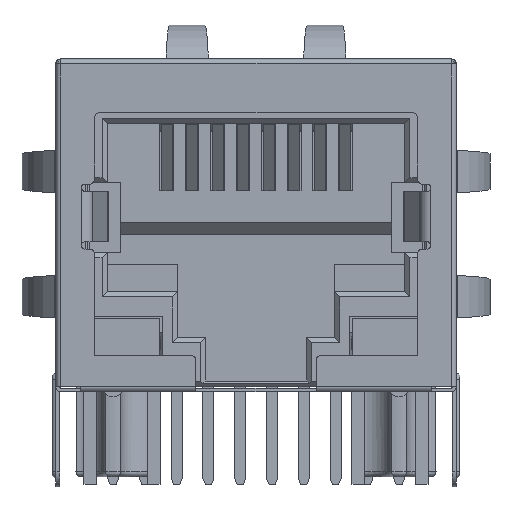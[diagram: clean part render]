
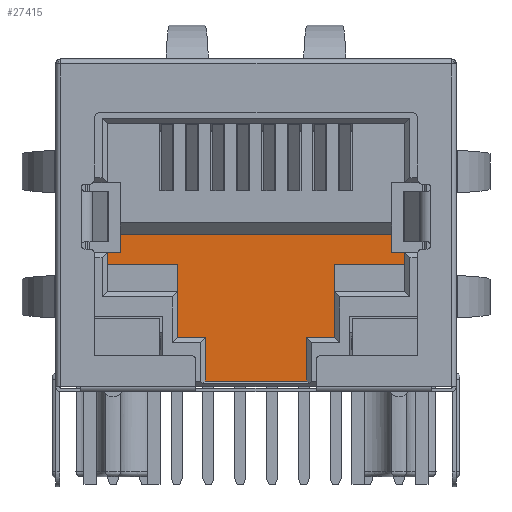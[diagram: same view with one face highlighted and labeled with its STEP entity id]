
A CAD part, front view. The second image highlights one B-rep face of the part: STEP entity #27415.
In plain terms, the highlighted planar face has unit normal (0, -1, 0).
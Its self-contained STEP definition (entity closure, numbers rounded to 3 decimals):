
#2888=ORIENTED_EDGE('',*,*,#10296,.F.);
#2889=ORIENTED_EDGE('',*,*,#10191,.T.);
#2890=ORIENTED_EDGE('',*,*,#10229,.F.);
#2891=ORIENTED_EDGE('',*,*,#10146,.F.);
#2892=ORIENTED_EDGE('',*,*,#10195,.F.);
#2893=ORIENTED_EDGE('',*,*,#10227,.F.);
#2894=ORIENTED_EDGE('',*,*,#10397,.T.);
#2895=ORIENTED_EDGE('',*,*,#10225,.T.);
#2896=ORIENTED_EDGE('',*,*,#10213,.F.);
#2897=ORIENTED_EDGE('',*,*,#10138,.T.);
#2898=ORIENTED_EDGE('',*,*,#10231,.T.);
#2899=ORIENTED_EDGE('',*,*,#10220,.T.);
#2900=ORIENTED_EDGE('',*,*,#10292,.T.);
#2901=ORIENTED_EDGE('',*,*,#10295,.T.);
#2902=ORIENTED_EDGE('',*,*,#9676,.T.);
#2903=ORIENTED_EDGE('',*,*,#10126,.T.);
#2904=ORIENTED_EDGE('',*,*,#10181,.T.);
#2905=ORIENTED_EDGE('',*,*,#10183,.T.);
#2906=ORIENTED_EDGE('',*,*,#9640,.T.);
#2907=ORIENTED_EDGE('',*,*,#10298,.F.);
#9640=EDGE_CURVE('',#13764,#13765,#16441,.T.);
#9676=EDGE_CURVE('',#13801,#13800,#16477,.T.);
#10126=EDGE_CURVE('',#13800,#14178,#16879,.T.);
#10138=EDGE_CURVE('',#14185,#14184,#16891,.T.);
#10146=EDGE_CURVE('',#14191,#14192,#16899,.T.);
#10181=EDGE_CURVE('',#14178,#14208,#16934,.T.);
#10183=EDGE_CURVE('',#14208,#13764,#16936,.T.);
#10191=EDGE_CURVE('',#14209,#14213,#16944,.T.);
#10195=EDGE_CURVE('',#14214,#14191,#16948,.T.);
#10213=EDGE_CURVE('',#14185,#14223,#16966,.T.);
#10220=EDGE_CURVE('',#14226,#14225,#16973,.T.);
#10225=EDGE_CURVE('',#14228,#14223,#16978,.T.);
#10227=EDGE_CURVE('',#14229,#14214,#16980,.T.);
#10229=EDGE_CURVE('',#14192,#14213,#16982,.T.);
#10231=EDGE_CURVE('',#14184,#14226,#16984,.T.);
#10292=EDGE_CURVE('',#14225,#14237,#17045,.T.);
#10295=EDGE_CURVE('',#14237,#13801,#17048,.T.);
#10296=EDGE_CURVE('',#14209,#14238,#17049,.T.);
#10298=EDGE_CURVE('',#14238,#13765,#17051,.T.);
#10397=EDGE_CURVE('',#14229,#14228,#17122,.T.);
#13764=VERTEX_POINT('',#42237);
#13765=VERTEX_POINT('',#42238);
#13800=VERTEX_POINT('',#42308);
#13801=VERTEX_POINT('',#42310);
#14178=VERTEX_POINT('',#43241);
#14184=VERTEX_POINT('',#43261);
#14185=VERTEX_POINT('',#43263);
#14191=VERTEX_POINT('',#43279);
#14192=VERTEX_POINT('',#43280);
#14208=VERTEX_POINT('',#43348);
#14209=VERTEX_POINT('',#43356);
#14213=VERTEX_POINT('',#43365);
#14214=VERTEX_POINT('',#43372);
#14223=VERTEX_POINT('',#43405);
#14225=VERTEX_POINT('',#43414);
#14226=VERTEX_POINT('',#43416);
#14228=VERTEX_POINT('',#43422);
#14229=VERTEX_POINT('',#43427);
#14237=VERTEX_POINT('',#43547);
#14238=VERTEX_POINT('',#43555);
#16441=LINE('',#42236,#19661);
#16477=LINE('',#42309,#19697);
#16879=LINE('',#43242,#20099);
#16891=LINE('',#43262,#20111);
#16899=LINE('',#43278,#20119);
#16934=LINE('',#43349,#20154);
#16936=LINE('',#43352,#20156);
#16944=LINE('',#43366,#20164);
#16948=LINE('',#43373,#20168);
#16966=LINE('',#43404,#20186);
#16973=LINE('',#43415,#20193);
#16978=LINE('',#43424,#20198);
#16980=LINE('',#43428,#20200);
#16982=LINE('',#43431,#20202);
#16984=LINE('',#43435,#20204);
#17045=LINE('',#43546,#20265);
#17048=LINE('',#43552,#20268);
#17049=LINE('',#43554,#20269);
#17051=LINE('',#43558,#20271);
#17122=LINE('',#43837,#20342);
#19661=VECTOR('',#35214,1000.);
#19697=VECTOR('',#35250,1000.);
#20099=VECTOR('',#35878,1000.);
#20111=VECTOR('',#35894,1000.);
#20119=VECTOR('',#35906,1000.);
#20154=VECTOR('',#35977,1000.);
#20156=VECTOR('',#35981,1000.);
#20164=VECTOR('',#35991,1000.);
#20168=VECTOR('',#35999,1000.);
#20186=VECTOR('',#36027,1000.);
#20193=VECTOR('',#36036,1000.);
#20198=VECTOR('',#36043,1000.);
#20200=VECTOR('',#36047,1000.);
#20202=VECTOR('',#36051,1000.);
#20204=VECTOR('',#36057,1000.);
#20265=VECTOR('',#36204,1000.);
#20268=VECTOR('',#36211,1000.);
#20269=VECTOR('',#36214,1000.);
#20271=VECTOR('',#36218,1000.);
#20342=VECTOR('',#36513,1000.);
#23147=EDGE_LOOP('',(#2888,#2889,#2890,#2891,#2892,#2893,#2894,#2895,#2896,
#2897,#2898,#2899,#2900,#2901,#2902,#2903,#2904,#2905,#2906,#2907));
#24698=FACE_BOUND('',#23147,.T.);
#26209=PLANE('',#33619);
#27415=ADVANCED_FACE('',(#24698),#26209,.F.);
#33619=AXIS2_PLACEMENT_3D('',#43838,#36514,#36515);
#35214=DIRECTION('',(-1.,0.,0.));
#35250=DIRECTION('',(-1.,0.,0.));
#35878=DIRECTION('',(0.,0.,-1.));
#35894=DIRECTION('',(0.,0.,-1.));
#35906=DIRECTION('',(0.,0.,-1.));
#35977=DIRECTION('',(1.,0.,0.));
#35981=DIRECTION('',(0.,0.,1.));
#35991=DIRECTION('',(0.,0.,1.));
#35999=DIRECTION('',(1.,0.,0.));
#36027=DIRECTION('',(1.,0.,0.));
#36036=DIRECTION('',(0.,0.,-1.));
#36043=DIRECTION('',(0.,0.,-1.));
#36047=DIRECTION('',(0.,0.,-1.));
#36051=DIRECTION('',(-1.,0.,0.));
#36057=DIRECTION('',(1.,0.,0.));
#36204=DIRECTION('',(1.,0.,0.));
#36211=DIRECTION('',(0.,0.,-1.));
#36214=DIRECTION('',(-1.,0.,0.));
#36218=DIRECTION('',(0.,0.,-1.));
#36513=DIRECTION('',(-1.,0.,0.));
#36514=DIRECTION('',(0.,1.,0.));
#36515=DIRECTION('',(0.,0.,1.));
#42236=CARTESIAN_POINT('',(2.03,0.911,-5.8));
#42237=CARTESIAN_POINT('',(2.03,0.911,-5.8));
#42238=CARTESIAN_POINT('',(2.025,0.911,-5.8));
#42308=CARTESIAN_POINT('',(-2.03,0.911,-5.8));
#42309=CARTESIAN_POINT('',(2.03,0.911,-5.8));
#42310=CARTESIAN_POINT('',(-2.025,0.911,-5.8));
#43241=CARTESIAN_POINT('',(-2.03,0.911,-6.17));
#43242=CARTESIAN_POINT('',(-2.03,0.911,-5.8));
#43261=CARTESIAN_POINT('',(-5.95,0.911,-1.53));
#43262=CARTESIAN_POINT('',(-5.95,0.911,-0.31));
#43263=CARTESIAN_POINT('',(-5.95,0.911,-1.04));
#43278=CARTESIAN_POINT('',(5.95,0.911,-0.31));
#43279=CARTESIAN_POINT('',(5.95,0.911,-1.04));
#43280=CARTESIAN_POINT('',(5.95,0.911,-1.53));
#43348=CARTESIAN_POINT('',(2.03,0.911,-6.17));
#43349=CARTESIAN_POINT('',(-2.03,0.911,-6.17));
#43352=CARTESIAN_POINT('',(2.03,0.911,-6.17));
#43356=CARTESIAN_POINT('',(3.15,0.911,-4.42));
#43365=CARTESIAN_POINT('',(3.15,0.911,-1.53));
#43366=CARTESIAN_POINT('',(3.15,0.911,-4.42));
#43372=CARTESIAN_POINT('',(5.425,0.911,-1.04));
#43373=CARTESIAN_POINT('',(5.95,0.911,-1.04));
#43404=CARTESIAN_POINT('',(-6.725,0.911,-1.04));
#43405=CARTESIAN_POINT('',(-5.425,0.911,-1.04));
#43414=CARTESIAN_POINT('',(-3.15,0.911,-4.42));
#43415=CARTESIAN_POINT('',(-3.15,0.911,-1.53));
#43416=CARTESIAN_POINT('',(-3.15,0.911,-1.53));
#43422=CARTESIAN_POINT('',(-5.425,0.911,-0.31));
#43424=CARTESIAN_POINT('',(-5.425,0.911,1.76));
#43427=CARTESIAN_POINT('',(5.425,0.911,-0.31));
#43428=CARTESIAN_POINT('',(5.425,0.911,1.76));
#43431=CARTESIAN_POINT('',(5.95,0.911,-1.53));
#43435=CARTESIAN_POINT('',(-5.95,0.911,-1.53));
#43546=CARTESIAN_POINT('',(-2.025,0.911,-4.42));
#43547=CARTESIAN_POINT('',(-2.025,0.911,-4.42));
#43552=CARTESIAN_POINT('',(-2.025,0.911,-5.8));
#43554=CARTESIAN_POINT('',(2.025,0.911,-4.42));
#43555=CARTESIAN_POINT('',(2.025,0.911,-4.42));
#43558=CARTESIAN_POINT('',(2.025,0.911,-5.8));
#43837=CARTESIAN_POINT('',(5.95,0.911,-0.31));
#43838=CARTESIAN_POINT('',(5.95,0.911,-0.31));
